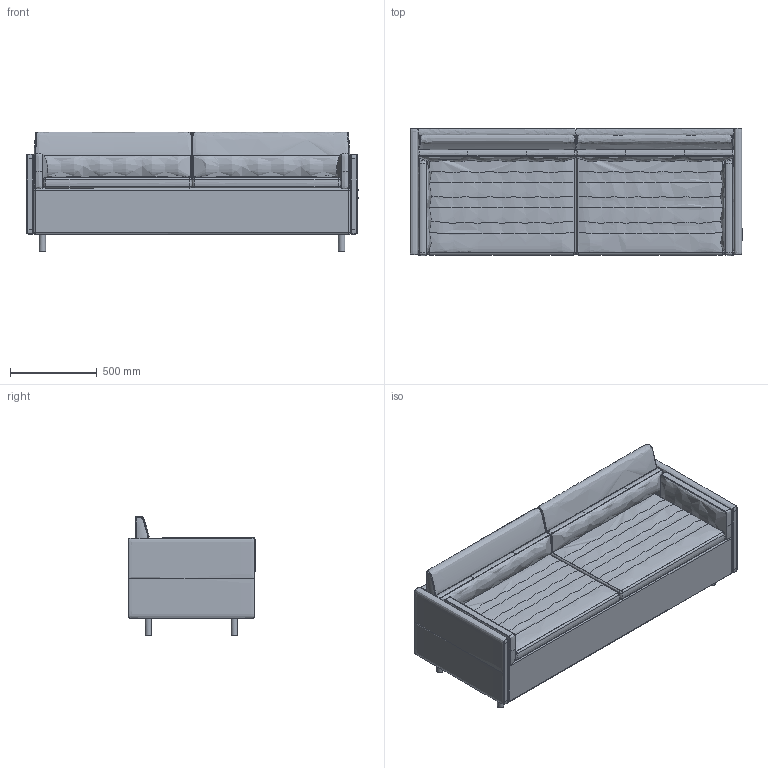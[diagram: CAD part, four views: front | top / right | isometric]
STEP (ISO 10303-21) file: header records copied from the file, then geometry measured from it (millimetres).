
FILE_DESCRIPTION(/* description */ (''),/* implementation_level */ '2;1');
FILE_NAME(/* name */ 'Salon_CB-563_3D',/* time_stamp */ '2023-10-06T13:14:06+02:00',/* author */ (''),/* organization */ (''),/* preprocessor_version */ 'ST-DEVELOPER v16.5',/* originating_system */ 'Rhino 7.31',/* authorisation */ '');
FILE_SCHEMA (('AUTOMOTIVE_DESIGN'));
Length unit declared in the file: centimetre
Products named in the file (2): Document; Salon_CB-563
Assembly tree (1 placements, depth 2):
  Document
    Salon_CB-563
Bounding box: 1915 x 736.96 x 690.42 mm (x, y, z)
Volume: 435736295.2 mm3; surface area: 13347802.1 mm2
Topology: 8 solids, 60 shells, 266 faces, 732 edges, 506 vertices
Faces by surface type: bspline 218, plane 24, cylinder 24
Full cylindrical faces by diameter (mm): 38 x4
Entity records: 68218 total; most frequent: CARTESIAN_POINT 63897, ORIENTED_EDGE 1106, EDGE_CURVE 730, VERTEX_POINT 506, B_SPLINE_CURVE_WITH_KNOTS 275, ADVANCED_FACE 266, FACE_OUTER_BOUND 266, EDGE_LOOP 266
